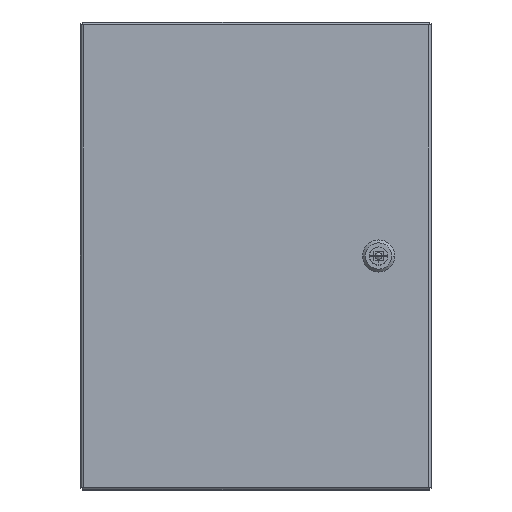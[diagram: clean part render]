
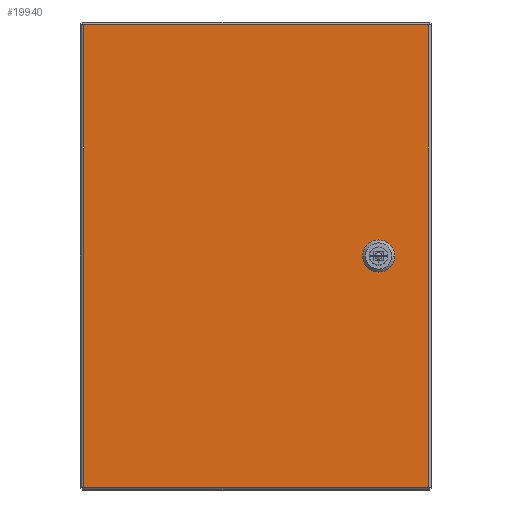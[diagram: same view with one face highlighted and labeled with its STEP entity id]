
A CAD part, front view. The second image highlights one B-rep face of the part: STEP entity #19940.
In plain terms, the highlighted planar face has unit normal (0, -1, 0).
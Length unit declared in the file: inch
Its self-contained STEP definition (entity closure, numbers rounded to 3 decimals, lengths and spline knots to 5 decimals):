
#62 = VERTEX_POINT ( 'NONE', #1142 ) ;
#101 = EDGE_LOOP ( 'NONE', ( #4896, #7202, #8709, #10511, #512, #14680, #8952, #5543 ) ) ;
#327 = VERTEX_POINT ( 'NONE', #19944 ) ;
#390 = VERTEX_POINT ( 'NONE', #13915 ) ;
#512 = ORIENTED_EDGE ( 'NONE', *, *, #9693, .T. ) ;
#726 = EDGE_CURVE ( 'NONE', #11635, #327, #15192, .T. ) ;
#874 = EDGE_CURVE ( 'NONE', #2721, #2246, #20596, .T. ) ;
#914 = LINE ( 'NONE', #6238, #15155 ) ;
#1142 = CARTESIAN_POINT ( 'NONE',  ( 4.5865, -6.822, -0.2315 ) ) ;
#1978 = VERTEX_POINT ( 'NONE', #21281 ) ;
#2246 = VERTEX_POINT ( 'NONE', #17600 ) ;
#2535 = CARTESIAN_POINT ( 'NONE',  ( 4.5865, -6.822, 0.2305 ) ) ;
#2572 = VECTOR ( 'NONE', #6443, 39.37008 ) ;
#2662 = VECTOR ( 'NONE', #15309, 39.37008 ) ;
#2721 = VERTEX_POINT ( 'NONE', #12443 ) ;
#2773 = EDGE_CURVE ( 'NONE', #327, #11762, #7841, .T. ) ;
#2781 = DIRECTION ( 'NONE',  ( 0., -1., 0. ) ) ;
#3346 = VECTOR ( 'NONE', #4235, 39.37008 ) ;
#3385 = LINE ( 'NONE', #11664, #6052 ) ;
#3598 = DIRECTION ( 'NONE',  ( 1., 0., 0. ) ) ;
#3665 = CARTESIAN_POINT ( 'NONE',  ( -5.896, -6.822, -7.899 ) ) ;
#3670 = CARTESIAN_POINT ( 'NONE',  ( -5.896, -6.822, -7.899 ) ) ;
#3973 = ORIENTED_EDGE ( 'NONE', *, *, #9202, .T. ) ;
#4235 = DIRECTION ( 'NONE',  ( 0.707, 0., -0.707 ) ) ;
#4791 = VERTEX_POINT ( 'NONE', #9656 ) ;
#4896 = ORIENTED_EDGE ( 'NONE', *, *, #726, .T. ) ;
#5155 = CARTESIAN_POINT ( 'NONE',  ( 3.7955, -6.822, -0.2315 ) ) ;
#5339 = DIRECTION ( 'NONE',  ( -0.707, 0., -0.707 ) ) ;
#5543 = ORIENTED_EDGE ( 'NONE', *, *, #16403, .T. ) ;
#5649 = EDGE_CURVE ( 'NONE', #19296, #20999, #20759, .T. ) ;
#6038 = FACE_BOUND ( 'NONE', #101, .T. ) ;
#6043 = VECTOR ( 'NONE', #20529, 39.37008 ) ;
#6052 = VECTOR ( 'NONE', #5339, 39.37008 ) ;
#6238 = CARTESIAN_POINT ( 'NONE',  ( -5.896, -6.822, -0.396 ) ) ;
#6443 = DIRECTION ( 'NONE',  ( 0., 0., -1. ) ) ;
#7202 = ORIENTED_EDGE ( 'NONE', *, *, #2773, .T. ) ;
#7467 = VECTOR ( 'NONE', #19524, 39.37008 ) ;
#7786 = DIRECTION ( 'NONE',  ( 0., 0., -1. ) ) ;
#7841 = LINE ( 'NONE', #21212, #10378 ) ;
#8084 = CARTESIAN_POINT ( 'NONE',  ( 4.5865, -6.822, -7.899 ) ) ;
#8547 = EDGE_LOOP ( 'NONE', ( #17849, #11177, #21479, #3973 ) ) ;
#8709 = ORIENTED_EDGE ( 'NONE', *, *, #21314, .T. ) ;
#8952 = ORIENTED_EDGE ( 'NONE', *, *, #16738, .T. ) ;
#9202 = EDGE_CURVE ( 'NONE', #390, #1978, #15678, .T. ) ;
#9644 = LINE ( 'NONE', #16095, #7467 ) ;
#9656 = CARTESIAN_POINT ( 'NONE',  ( 4.422, -6.822, -0.396 ) ) ;
#9693 = EDGE_CURVE ( 'NONE', #20999, #62, #14862, .T. ) ;
#9756 = EDGE_CURVE ( 'NONE', #1978, #2721, #13325, .T. ) ;
#9960 = VECTOR ( 'NONE', #20695, 39.37008 ) ;
#10319 = DIRECTION ( 'NONE',  ( 0., 0., -1. ) ) ;
#10378 = VECTOR ( 'NONE', #12863, 39.37008 ) ;
#10511 = ORIENTED_EDGE ( 'NONE', *, *, #5649, .T. ) ;
#10730 = VERTEX_POINT ( 'NONE', #16287 ) ;
#10984 = CARTESIAN_POINT ( 'NONE',  ( 4.422, -6.822, 0.395 ) ) ;
#11177 = ORIENTED_EDGE ( 'NONE', *, *, #874, .T. ) ;
#11635 = VERTEX_POINT ( 'NONE', #5155 ) ;
#11664 = CARTESIAN_POINT ( 'NONE',  ( 4.5865, -6.822, -0.2315 ) ) ;
#11762 = VERTEX_POINT ( 'NONE', #12362 ) ;
#12350 = CARTESIAN_POINT ( 'NONE',  ( -5.896, -6.822, 7.898 ) ) ;
#12362 = CARTESIAN_POINT ( 'NONE',  ( 3.96, -6.822, 0.395 ) ) ;
#12443 = CARTESIAN_POINT ( 'NONE',  ( 5.901, -6.822, 7.898 ) ) ;
#12703 = PLANE ( 'NONE',  #17347 ) ;
#12863 = DIRECTION ( 'NONE',  ( 0.707, 0., 0.707 ) ) ;
#13014 = VECTOR ( 'NONE', #14971, 39.37008 ) ;
#13325 = LINE ( 'NONE', #20152, #13014 ) ;
#13615 = CARTESIAN_POINT ( 'NONE',  ( 4.422, -6.822, 0.395 ) ) ;
#13915 = CARTESIAN_POINT ( 'NONE',  ( -5.896, -6.822, -7.899 ) ) ;
#14079 = VECTOR ( 'NONE', #10319, 39.37008 ) ;
#14381 = EDGE_CURVE ( 'NONE', #62, #4791, #3385, .T. ) ;
#14447 = CARTESIAN_POINT ( 'NONE',  ( -5.896, -6.822, -7.899 ) ) ;
#14680 = ORIENTED_EDGE ( 'NONE', *, *, #14381, .T. ) ;
#14862 = LINE ( 'NONE', #8084, #2572 ) ;
#14971 = DIRECTION ( 'NONE',  ( 0., 0., 1. ) ) ;
#15155 = VECTOR ( 'NONE', #15979, 39.37008 ) ;
#15192 = LINE ( 'NONE', #18704, #9960 ) ;
#15244 = LINE ( 'NONE', #3670, #14079 ) ;
#15309 = DIRECTION ( 'NONE',  ( -1., 0., 0. ) ) ;
#15678 = LINE ( 'NONE', #3665, #6043 ) ;
#15979 = DIRECTION ( 'NONE',  ( -1., 0., 0. ) ) ;
#16090 = EDGE_CURVE ( 'NONE', #2246, #390, #15244, .T. ) ;
#16095 = CARTESIAN_POINT ( 'NONE',  ( 3.96, -6.822, -0.396 ) ) ;
#16287 = CARTESIAN_POINT ( 'NONE',  ( 3.96, -6.822, -0.396 ) ) ;
#16403 = EDGE_CURVE ( 'NONE', #10730, #11635, #9644, .T. ) ;
#16598 = CARTESIAN_POINT ( 'NONE',  ( -5.896, -6.822, 0.395 ) ) ;
#16738 = EDGE_CURVE ( 'NONE', #4791, #10730, #914, .T. ) ;
#17347 = AXIS2_PLACEMENT_3D ( 'NONE', #14447, #2781, #7786 ) ;
#17600 = CARTESIAN_POINT ( 'NONE',  ( -5.896, -6.822, 7.898 ) ) ;
#17849 = ORIENTED_EDGE ( 'NONE', *, *, #9756, .T. ) ;
#18073 = VECTOR ( 'NONE', #3598, 39.37008 ) ;
#18704 = CARTESIAN_POINT ( 'NONE',  ( 3.7955, -6.822, -7.899 ) ) ;
#19296 = VERTEX_POINT ( 'NONE', #13615 ) ;
#19524 = DIRECTION ( 'NONE',  ( -0.707, 0., 0.707 ) ) ;
#19940 = ADVANCED_FACE ( 'NONE', ( #21053, #6038 ), #12703, .T. ) ;
#19944 = CARTESIAN_POINT ( 'NONE',  ( 3.7955, -6.822, 0.2305 ) ) ;
#20152 = CARTESIAN_POINT ( 'NONE',  ( 5.901, -6.822, -7.899 ) ) ;
#20248 = LINE ( 'NONE', #16598, #18073 ) ;
#20529 = DIRECTION ( 'NONE',  ( 1., 0., 0. ) ) ;
#20596 = LINE ( 'NONE', #12350, #2662 ) ;
#20695 = DIRECTION ( 'NONE',  ( 0., 0., 1. ) ) ;
#20759 = LINE ( 'NONE', #10984, #3346 ) ;
#20999 = VERTEX_POINT ( 'NONE', #2535 ) ;
#21053 = FACE_OUTER_BOUND ( 'NONE', #8547, .T. ) ;
#21212 = CARTESIAN_POINT ( 'NONE',  ( 3.7955, -6.822, 0.2305 ) ) ;
#21281 = CARTESIAN_POINT ( 'NONE',  ( 5.901, -6.822, -7.899 ) ) ;
#21314 = EDGE_CURVE ( 'NONE', #11762, #19296, #20248, .T. ) ;
#21479 = ORIENTED_EDGE ( 'NONE', *, *, #16090, .T. ) ;
